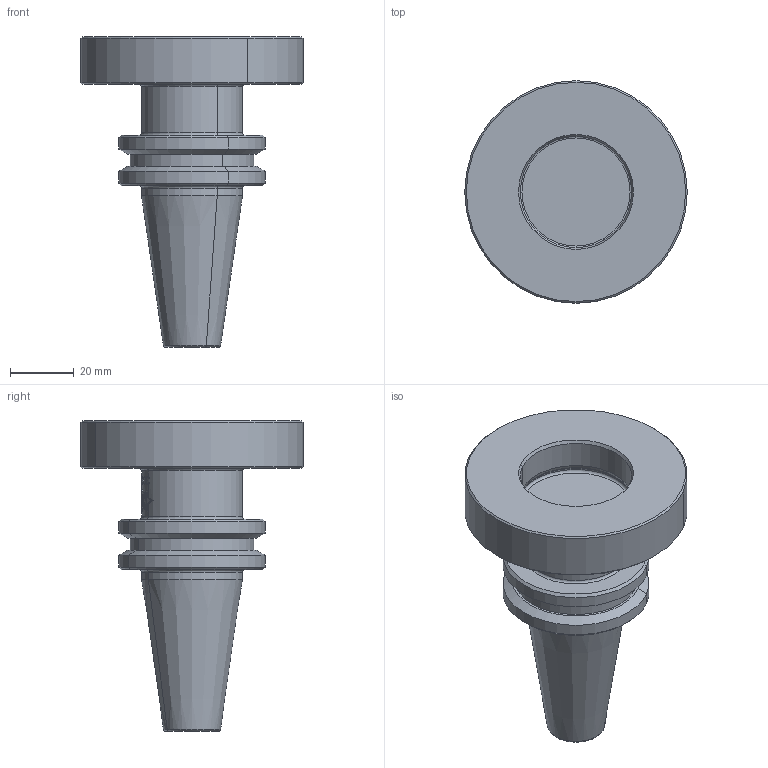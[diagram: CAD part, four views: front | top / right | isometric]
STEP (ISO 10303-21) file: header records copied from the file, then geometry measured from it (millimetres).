
FILE_DESCRIPTION((''),'2;1');
FILE_NAME('30320125-CD1','2012-09-19T',('brunnert'),(''),'PRO/ENGINEER BY PARAMETRIC TECHNOLOGY CORPORATION, 2011220','PRO/ENGINEER BY PARAMETRIC TECHNOLOGY CORPORATION, 2011220','');
FILE_SCHEMA(('AUTOMOTIVE_DESIGN_CC2 { 1 2 10303 214 -1 1 5 2 }'));
Length unit declared in the file: millimetre
Products named in the file (1): 30320125-CD1
Bounding box: 70 x 70 x 97.63 mm (x, y, z)
Volume: 108553.9 mm3; surface area: 21625.8 mm2
Topology: 1 solids, 1 shells, 451 faces, 1322 edges, 906 vertices
Faces by surface type: plane 377, cylinder 37, cone 18, torus 12, extrusion 7
Entity records: 19482 total; most frequent: CARTESIAN_POINT 4253, ORIENTED_EDGE 2480, DIRECTION 1783, PRESENTATION_STYLE_ASSIGNMENT 1370, STYLED_ITEM 1356, CURVE_STYLE 1340, EDGE_CURVE 1240, VERTEX_POINT 816
